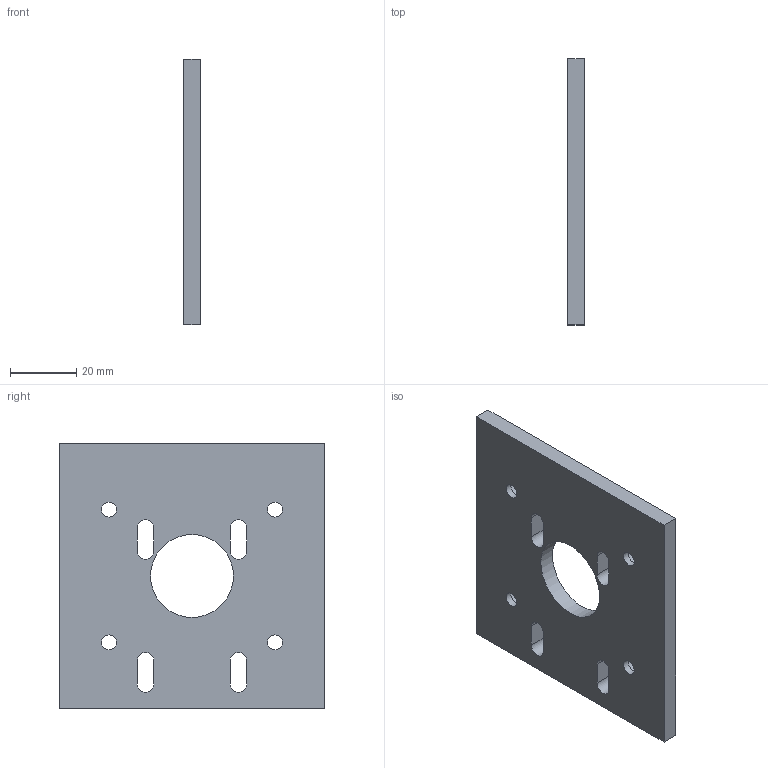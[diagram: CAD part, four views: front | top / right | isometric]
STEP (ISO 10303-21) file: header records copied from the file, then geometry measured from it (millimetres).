
FILE_DESCRIPTION(/* description */ (''),/* implementation_level */ '2;1');
FILE_NAME(/* name */ 'Alt_Motor_Mount.step',/* time_stamp */ '2026-01-01T11:48:19-05:00',/* author */ (''),/* organization */ (''),/* preprocessor_version */ 'ST-DEVELOPER v20.1',/* originating_system */ 'Autodesk Translation Framework v14.21.0.0',/* authorisation */ '');
FILE_SCHEMA (('AUTOMOTIVE_DESIGN { 1 0 10303 214 3 1 1 }'));
Length unit declared in the file: millimetre
Products named in the file (1): Alt_Motor_Mount
Bounding box: 5 x 80 x 80 mm (x, y, z)
Volume: 27722.5 mm3; surface area: 14255.5 mm2
Topology: 1 solids, 1 shells, 35 faces, 87 edges, 58 vertices
Faces by surface type: plane 18, cylinder 17
Full cylindrical faces by diameter (mm): 4.5 x4, 8 x4, 25 x1
Entity records: 1124 total; most frequent: DIRECTION 193, CARTESIAN_POINT 181, ORIENTED_EDGE 174, EDGE_CURVE 87, AXIS2_PLACEMENT_3D 70, VERTEX_POINT 58, EDGE_LOOP 57, LINE 53
